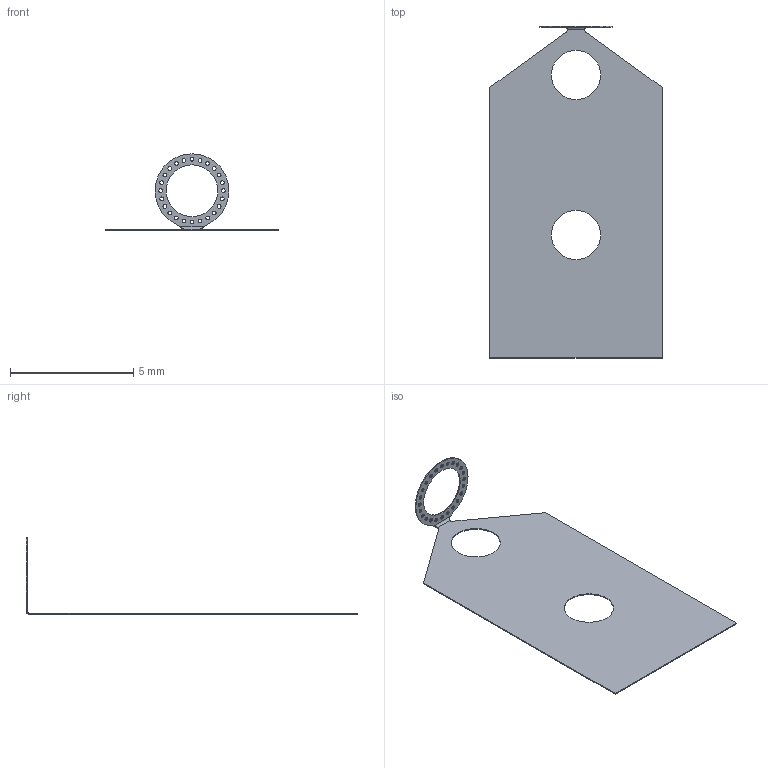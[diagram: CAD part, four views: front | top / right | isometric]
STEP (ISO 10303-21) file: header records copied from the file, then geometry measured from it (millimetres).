
FILE_DESCRIPTION (( 'STEP AP203' ), '1' );
FILE_NAME ('20-019371--PRECISION MICRO 4--Rev_A.step', '2022-06-14T14:54:56', ( '' ), ( '' ), 'SwSTEP 2.0', 'SolidWorks 2021', '' );
FILE_SCHEMA (( 'CONFIG_CONTROL_DESIGN' ));
Length unit declared in the file: millimetre
Products named in the file (1): 20-019371--PRECISION MICRO 4--Rev_A
Bounding box: 7 x 13.49 x 3.1 mm (x, y, z)
Volume: 3.3 mm3; surface area: 168.8 mm2
Topology: 1 solids, 1 shells, 76 faces, 214 edges, 140 vertices
Faces by surface type: cylinder 61, plane 11, bspline 4
Entity records: 2735 total; most frequent: CARTESIAN_POINT 509, DIRECTION 464, ORIENTED_EDGE 428, EDGE_CURVE 214, AXIS2_PLACEMENT_3D 191, VERTEX_POINT 140, EDGE_LOOP 130, CIRCLE 118
